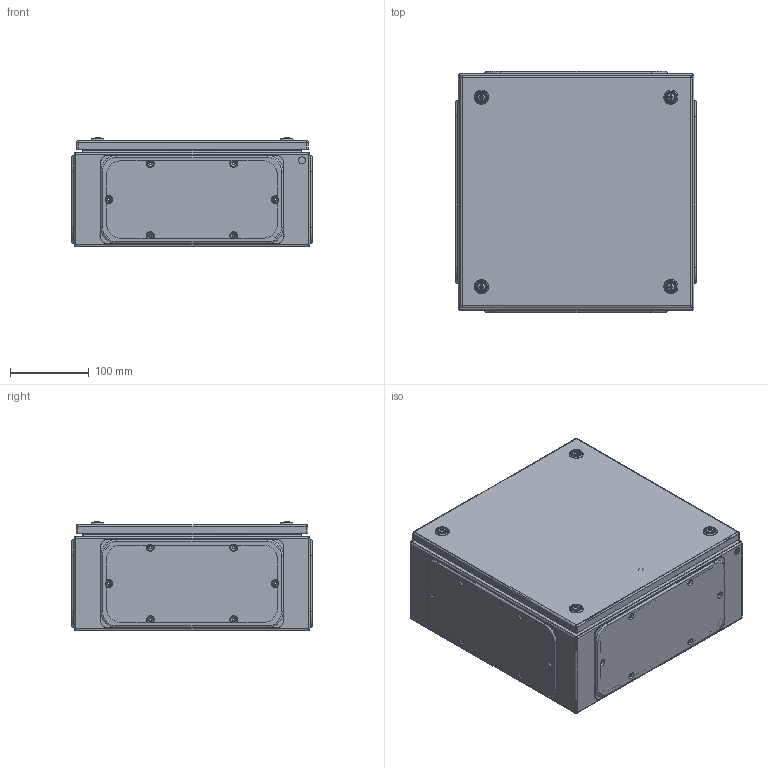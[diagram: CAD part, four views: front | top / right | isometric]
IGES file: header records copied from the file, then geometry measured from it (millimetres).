
Global section: file name: EXA3030135.igs; preprocessor: I-DEAS 3D IGES Translator 13; date: 20130402.152032; units: millimetre
Bounding box: 306.4 x 306.4 x 139.29 mm (x, y, z)
Volume: 773375.7 mm3; surface area: 1024209 mm2
Topology: 12 solids, 12 shells, 1378 faces, 3479 edges, 2069 vertices
Faces by surface type: bspline 1378
